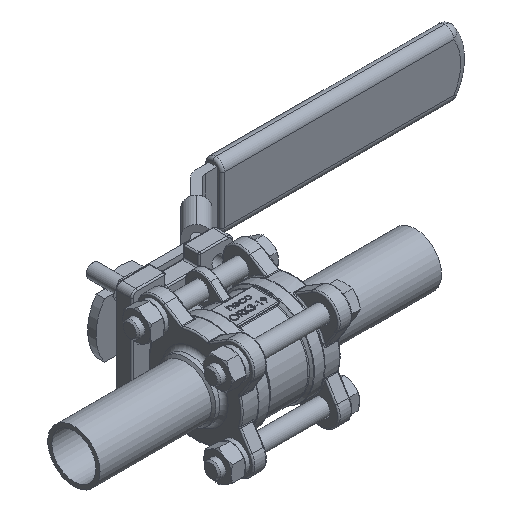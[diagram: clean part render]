
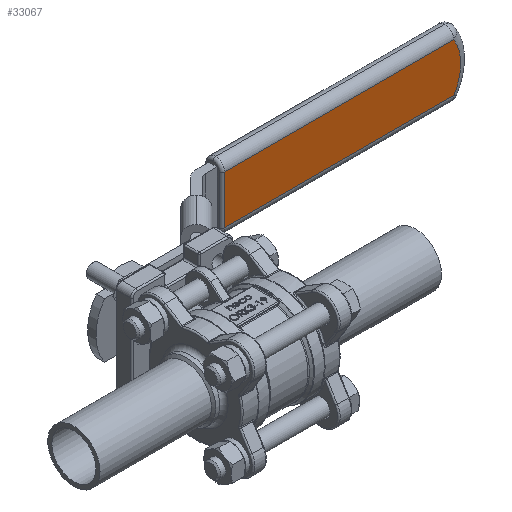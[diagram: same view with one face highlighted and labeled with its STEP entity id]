
A CAD part, isometric view. The second image highlights one B-rep face of the part: STEP entity #33067.
In plain terms, the highlighted planar face has unit normal (0, -1, 0).
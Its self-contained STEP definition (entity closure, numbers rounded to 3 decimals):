
#4662 = LINE ( 'NONE', #28948, #4663 ) ;
#4663 = VECTOR ( 'NONE', #28424, 1000. ) ;
#13050 = VECTOR ( 'NONE', #19129, 1000. ) ;
#13126 = LINE ( 'NONE', #19121, #13050 ) ;
#18012 = AXIS2_PLACEMENT_3D ( 'NONE', #21097, #21242, #21119 ) ;
#19121 = CARTESIAN_POINT ( 'NONE',  ( 46., 53.25, 12. ) ) ;
#19129 = DIRECTION ( 'NONE',  ( 0., 0., -1. ) ) ;
#21097 = CARTESIAN_POINT ( 'NONE',  ( 115.5, 53.25, 0. ) ) ;
#21119 = DIRECTION ( 'NONE',  ( -1., 0., 0. ) ) ;
#21242 = DIRECTION ( 'NONE',  ( 0., -1., 0. ) ) ;
#23480 = EDGE_CURVE ( 'NONE', #50866, #50874, #13126, .T. ) ;
#24395 = EDGE_CURVE ( 'NONE', #50874, #50870, #4662, .T. ) ;
#24571 = EDGE_CURVE ( 'NONE', #50870, #50825, #25819, .T. ) ;
#25212 = EDGE_CURVE ( 'NONE', #50825, #50866, #46793, .T. ) ;
#25819 = CIRCLE ( 'NONE', #18012, 16.25 ) ;
#27404 = ORIENTED_EDGE ( 'NONE', *, *, #24395, .T. ) ;
#27420 = ORIENTED_EDGE ( 'NONE', *, *, #23480, .T. ) ;
#27445 = ORIENTED_EDGE ( 'NONE', *, *, #25212, .T. ) ;
#27527 = ORIENTED_EDGE ( 'NONE', *, *, #24571, .T. ) ;
#28424 = DIRECTION ( 'NONE',  ( 1., 0., 0. ) ) ;
#28948 = CARTESIAN_POINT ( 'NONE',  ( 130.87, 53.25, -8.75 ) ) ;
#31422 = FACE_OUTER_BOUND ( 'NONE', #52392, .T. ) ;
#33067 = ADVANCED_FACE ( 'NONE', ( #31422 ), #44924, .F. ) ;
#34751 = CARTESIAN_POINT ( 'NONE',  ( 129.193, 53.25, 8.75 ) ) ;
#34777 = CARTESIAN_POINT ( 'NONE',  ( 46., 53.25, 8.75 ) ) ;
#34779 = CARTESIAN_POINT ( 'NONE',  ( 129.193, 53.25, -8.75 ) ) ;
#34782 = CARTESIAN_POINT ( 'NONE',  ( 46., 53.25, -8.75 ) ) ;
#37854 = AXIS2_PLACEMENT_3D ( 'NONE', #44959, #45727, #45119 ) ;
#40846 = DIRECTION ( 'NONE',  ( -1., 0., 0. ) ) ;
#42072 = CARTESIAN_POINT ( 'NONE',  ( 135., 53.25, 8.75 ) ) ;
#44924 = PLANE ( 'NONE',  #37854 ) ;
#44959 = CARTESIAN_POINT ( 'NONE',  ( 135., 53.25, 12. ) ) ;
#45119 = DIRECTION ( 'NONE',  ( -1., 0., 0. ) ) ;
#45727 = DIRECTION ( 'NONE',  ( 0., 1., 0. ) ) ;
#46793 = LINE ( 'NONE', #42072, #47091 ) ;
#47091 = VECTOR ( 'NONE', #40846, 1000. ) ;
#50825 = VERTEX_POINT ( 'NONE', #34751 ) ;
#50866 = VERTEX_POINT ( 'NONE', #34777 ) ;
#50870 = VERTEX_POINT ( 'NONE', #34779 ) ;
#50874 = VERTEX_POINT ( 'NONE', #34782 ) ;
#52392 = EDGE_LOOP ( 'NONE', ( #27420, #27404, #27527, #27445 ) ) ;
